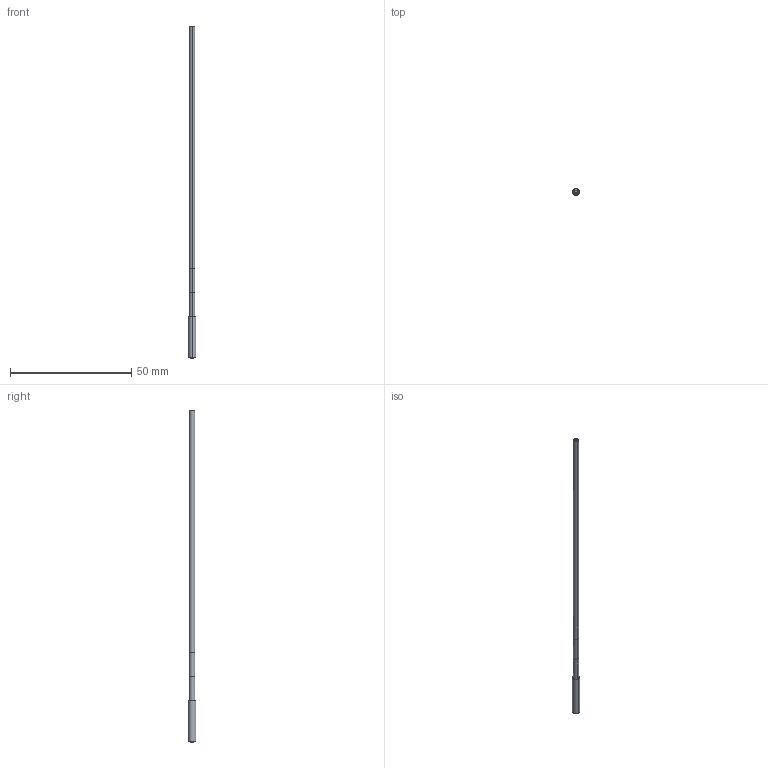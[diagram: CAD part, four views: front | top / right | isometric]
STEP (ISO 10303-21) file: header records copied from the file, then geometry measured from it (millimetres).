
FILE_DESCRIPTION((''),'2;1');
FILE_NAME('166379_ASM','2016-04-12T',('pdmadmin'),(''),'PRO/ENGINEER BY PARAMETRIC TECHNOLOGY CORPORATION, 2016010','PRO/ENGINEER BY PARAMETRIC TECHNOLOGY CORPORATION, 2016010','');
FILE_SCHEMA(('CONFIG_CONTROL_DESIGN'));
Length unit declared in the file: inch
Products named in the file (4): 13532; 51022; FIBER_CORE_1MM; 166379_ASM
Assembly tree (3 placements, depth 2):
  166379_ASM
    13532
    51022
    FIBER_CORE_1MM
Bounding box: 3.17 x 3.17 x 137.02 mm (x, y, z)
Volume: 586 mm3; surface area: 1651.3 mm2
Topology: 3 solids, 4 shells, 30 faces, 58 edges, 34 vertices
Faces by surface type: cylinder 16, plane 6, cone 4, bspline 4
Entity records: 1048 total; most frequent: CARTESIAN_POINT 315, DIRECTION 158, ORIENTED_EDGE 112, AXIS2_PLACEMENT_3D 69, EDGE_CURVE 58, VERTEX_POINT 34, CIRCLE 34, EDGE_LOOP 32
